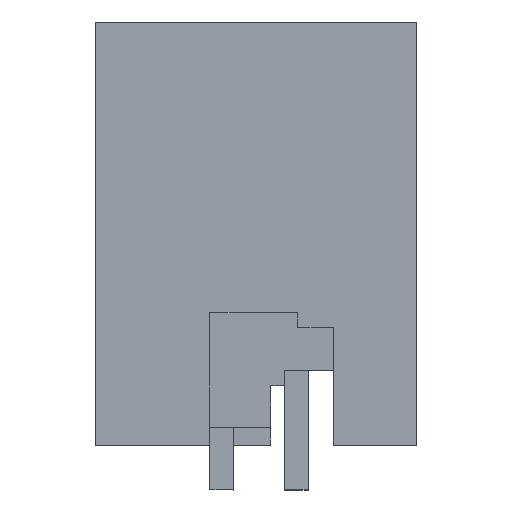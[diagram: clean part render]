
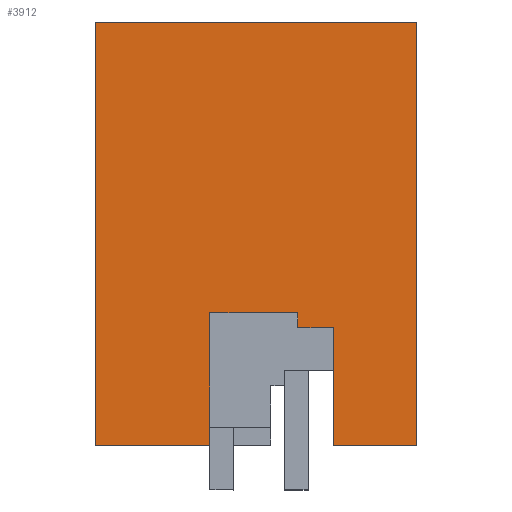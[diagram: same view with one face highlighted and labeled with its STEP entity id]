
A CAD part, left-side view. The second image highlights one B-rep face of the part: STEP entity #3912.
In plain terms, the highlighted planar face has unit normal (-1, 0, 0).
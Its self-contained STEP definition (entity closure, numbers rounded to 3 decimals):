
#3858=AXIS2_PLACEMENT_3D('Plane Axis2P3D',#3855,#3856,#3857) ;
#183=CARTESIAN_POINT('Vertex',(0.,10.8,15.7)) ;
#186=CARTESIAN_POINT('Line Origine',(0.,5.4,15.7)) ;
#190=CARTESIAN_POINT('Vertex',(0.,0.,15.7)) ;
#1927=CARTESIAN_POINT('Vertex',(0.,0.,1.5)) ;
#1930=CARTESIAN_POINT('Line Origine',(0.,0.,8.6)) ;
#1947=CARTESIAN_POINT('Line Origine',(0.,1.4,1.5)) ;
#1951=CARTESIAN_POINT('Vertex',(0.,2.8,1.5)) ;
#2573=CARTESIAN_POINT('Vertex',(0.,10.8,1.5)) ;
#2576=CARTESIAN_POINT('Line Origine',(0.,10.8,8.6)) ;
#3855=CARTESIAN_POINT('Axis2P3D Location',(0.,10.8,10.7)) ;
#3860=CARTESIAN_POINT('Line Origine',(0.,8.875,1.5)) ;
#3864=CARTESIAN_POINT('Vertex',(0.,6.95,1.5)) ;
#3867=CARTESIAN_POINT('Line Origine',(0.,6.95,3.725)) ;
#3871=CARTESIAN_POINT('Vertex',(0.,6.95,5.95)) ;
#3874=CARTESIAN_POINT('Line Origine',(0.,5.475,5.95)) ;
#3878=CARTESIAN_POINT('Vertex',(0.,4.,5.95)) ;
#3881=CARTESIAN_POINT('Line Origine',(0.,4.,5.7)) ;
#3885=CARTESIAN_POINT('Vertex',(0.,4.,5.45)) ;
#3888=CARTESIAN_POINT('Line Origine',(0.,3.4,5.45)) ;
#3892=CARTESIAN_POINT('Vertex',(0.,2.8,5.45)) ;
#3895=CARTESIAN_POINT('Line Origine',(0.,2.8,3.475)) ;
#187=DIRECTION('Vector Direction',(0.,-1.,0.)) ;
#1931=DIRECTION('Vector Direction',(0.,0.,1.)) ;
#1948=DIRECTION('Vector Direction',(0.,-1.,0.)) ;
#2577=DIRECTION('Vector Direction',(0.,0.,1.)) ;
#3856=DIRECTION('Axis2P3D Direction',(1.,0.,0.)) ;
#3857=DIRECTION('Axis2P3D XDirection',(0.,1.,0.)) ;
#3861=DIRECTION('Vector Direction',(0.,-1.,0.)) ;
#3868=DIRECTION('Vector Direction',(0.,0.,-1.)) ;
#3875=DIRECTION('Vector Direction',(0.,-1.,0.)) ;
#3882=DIRECTION('Vector Direction',(0.,0.,-1.)) ;
#3889=DIRECTION('Vector Direction',(0.,-1.,0.)) ;
#3896=DIRECTION('Vector Direction',(0.,0.,-1.)) ;
#188=VECTOR('Line Direction',#187,1.) ;
#1932=VECTOR('Line Direction',#1931,1.) ;
#1949=VECTOR('Line Direction',#1948,1.) ;
#2578=VECTOR('Line Direction',#2577,1.) ;
#3862=VECTOR('Line Direction',#3861,1.) ;
#3869=VECTOR('Line Direction',#3868,1.) ;
#3876=VECTOR('Line Direction',#3875,1.) ;
#3883=VECTOR('Line Direction',#3882,1.) ;
#3890=VECTOR('Line Direction',#3889,1.) ;
#3897=VECTOR('Line Direction',#3896,1.) ;
#3901=ORIENTED_EDGE('',*,*,#1953,.T.) ;
#3902=ORIENTED_EDGE('',*,*,#1934,.T.) ;
#3903=ORIENTED_EDGE('',*,*,#192,.F.) ;
#3904=ORIENTED_EDGE('',*,*,#2580,.F.) ;
#3905=ORIENTED_EDGE('',*,*,#3866,.T.) ;
#3906=ORIENTED_EDGE('',*,*,#3873,.F.) ;
#3907=ORIENTED_EDGE('',*,*,#3880,.T.) ;
#3908=ORIENTED_EDGE('',*,*,#3887,.T.) ;
#3909=ORIENTED_EDGE('',*,*,#3894,.T.) ;
#3910=ORIENTED_EDGE('',*,*,#3899,.T.) ;
#3912=ADVANCED_FACE('HOUSING',(#3911),#3859,.F.) ;
#192=EDGE_CURVE('',#184,#191,#189,.T.) ;
#1934=EDGE_CURVE('',#1928,#191,#1933,.T.) ;
#1953=EDGE_CURVE('',#1952,#1928,#1950,.T.) ;
#2580=EDGE_CURVE('',#2574,#184,#2579,.T.) ;
#3866=EDGE_CURVE('',#2574,#3865,#3863,.T.) ;
#3873=EDGE_CURVE('',#3872,#3865,#3870,.T.) ;
#3880=EDGE_CURVE('',#3872,#3879,#3877,.T.) ;
#3887=EDGE_CURVE('',#3879,#3886,#3884,.T.) ;
#3894=EDGE_CURVE('',#3886,#3893,#3891,.T.) ;
#3899=EDGE_CURVE('',#3893,#1952,#3898,.T.) ;
#3900=EDGE_LOOP('',(#3901,#3902,#3903,#3904,#3905,#3906,#3907,#3908,#3909,#3910)) ;
#3911=FACE_OUTER_BOUND('',#3900,.T.) ;
#189=LINE('Line',#186,#188) ;
#1933=LINE('Line',#1930,#1932) ;
#1950=LINE('Line',#1947,#1949) ;
#2579=LINE('Line',#2576,#2578) ;
#3863=LINE('Line',#3860,#3862) ;
#3870=LINE('Line',#3867,#3869) ;
#3877=LINE('Line',#3874,#3876) ;
#3884=LINE('Line',#3881,#3883) ;
#3891=LINE('Line',#3888,#3890) ;
#3898=LINE('Line',#3895,#3897) ;
#3859=PLANE('',#3858) ;
#184=VERTEX_POINT('',#183) ;
#191=VERTEX_POINT('',#190) ;
#1928=VERTEX_POINT('',#1927) ;
#1952=VERTEX_POINT('',#1951) ;
#2574=VERTEX_POINT('',#2573) ;
#3865=VERTEX_POINT('',#3864) ;
#3872=VERTEX_POINT('',#3871) ;
#3879=VERTEX_POINT('',#3878) ;
#3886=VERTEX_POINT('',#3885) ;
#3893=VERTEX_POINT('',#3892) ;
